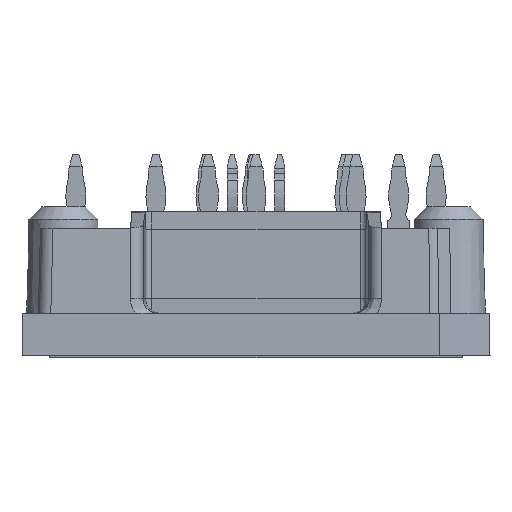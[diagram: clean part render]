
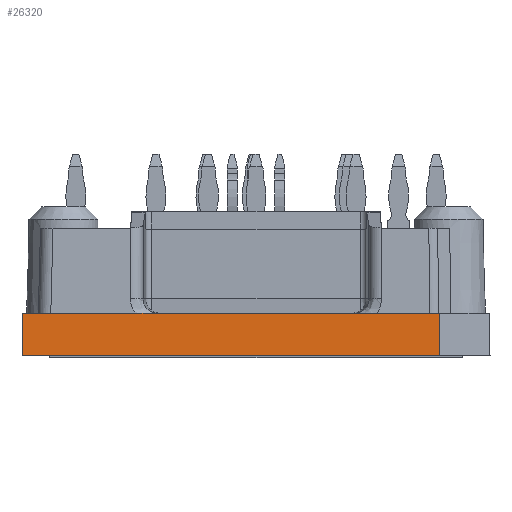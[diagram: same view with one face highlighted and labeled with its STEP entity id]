
A CAD part, left-side view. The second image highlights one B-rep face of the part: STEP entity #26320.
In plain terms, the highlighted planar face has unit normal (-1, 0, 0.018).
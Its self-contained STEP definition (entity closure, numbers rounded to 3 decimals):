
#1613=ORIENTED_EDGE('',*,*,#7053,.T.);
#1614=ORIENTED_EDGE('',*,*,#7054,.F.);
#1615=ORIENTED_EDGE('',*,*,#7055,.T.);
#1616=ORIENTED_EDGE('',*,*,#7000,.T.);
#7000=EDGE_CURVE('',#9761,#9765,#11611,.F.);
#7053=EDGE_CURVE('',#9765,#9799,#11647,.F.);
#7054=EDGE_CURVE('',#9800,#9799,#11648,.F.);
#7055=EDGE_CURVE('',#9800,#9761,#11649,.T.);
#9761=VERTEX_POINT('',#35196);
#9765=VERTEX_POINT('',#35204);
#9799=VERTEX_POINT('',#35313);
#9800=VERTEX_POINT('',#35317);
#11611=LINE('',#35205,#13701);
#11647=LINE('',#35314,#13737);
#11648=LINE('',#35316,#13738);
#11649=LINE('',#35318,#13739);
#13701=VECTOR('',#29509,1000.);
#13737=VECTOR('',#29623,1000.);
#13738=VECTOR('',#29626,1000.);
#13739=VECTOR('',#29627,1000.);
#15759=EDGE_LOOP('',(#1613,#1614,#1615,#1616));
#16938=FACE_BOUND('',#15759,.T.);
#18059=PLANE('',#27471);
#26320=ADVANCED_FACE('',(#16938),#18059,.T.);
#27471=AXIS2_PLACEMENT_3D('',#35315,#29624,#29625);
#29509=DIRECTION('',(0.,1.,0.));
#29623=DIRECTION('',(-0.017,-0.007,-1.));
#29624=DIRECTION('',(-1.,0.,0.017));
#29625=DIRECTION('',(0.017,0.,1.));
#29626=DIRECTION('',(0.,1.,0.));
#29627=DIRECTION('',(-0.017,0.017,-1.));
#35196=CARTESIAN_POINT('',(-41.,18.7,0.));
#35204=CARTESIAN_POINT('',(-41.,-14.7,0.));
#35205=CARTESIAN_POINT('',(-41.,0.,0.));
#35313=CARTESIAN_POINT('',(-40.941,-14.675,3.4));
#35314=CARTESIAN_POINT('',(-40.998,-14.699,0.134));
#35315=CARTESIAN_POINT('',(-41.,0.,0.));
#35316=CARTESIAN_POINT('',(-40.941,0.,3.4));
#35317=CARTESIAN_POINT('',(-40.941,18.641,3.4));
#35318=CARTESIAN_POINT('',(-40.994,18.694,0.326));
